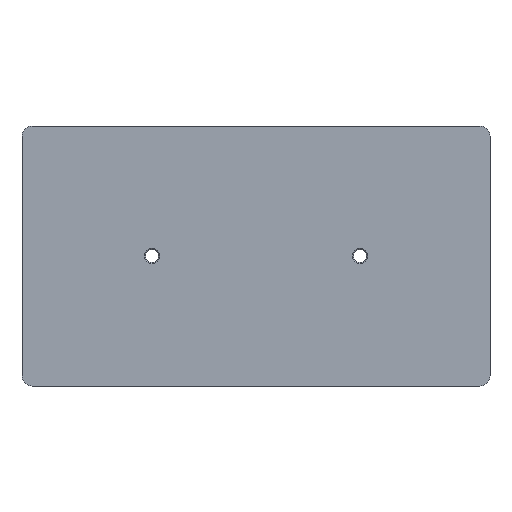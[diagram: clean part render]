
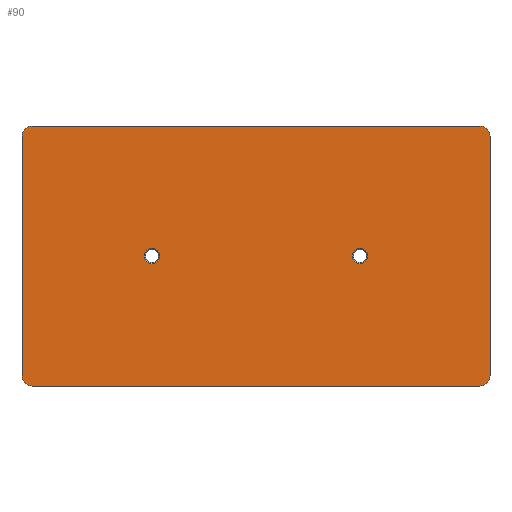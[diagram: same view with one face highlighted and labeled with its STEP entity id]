
A CAD part, front view. The second image highlights one B-rep face of the part: STEP entity #90.
In plain terms, the highlighted planar face has unit normal (0, -1, 0).
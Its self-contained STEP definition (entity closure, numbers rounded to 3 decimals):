
#52=FACE_BOUND('',#120,.T.);
#53=FACE_BOUND('',#121,.T.);
#54=FACE_BOUND('',#122,.T.);
#70=CIRCLE('',#299,1.5);
#71=CIRCLE('',#300,1.5);
#72=CIRCLE('',#301,2.);
#73=CIRCLE('',#302,2.);
#74=CIRCLE('',#303,2.);
#75=CIRCLE('',#304,2.);
#90=ADVANCED_FACE('',(#52,#53,#54),#106,.T.);
#106=PLANE('',#305);
#120=EDGE_LOOP('',(#158));
#121=EDGE_LOOP('',(#159));
#122=EDGE_LOOP('',(#160,#161,#162,#163,#164,#165,#166,#167));
#158=ORIENTED_EDGE('',*,*,#246,.T.);
#159=ORIENTED_EDGE('',*,*,#247,.T.);
#160=ORIENTED_EDGE('',*,*,#236,.T.);
#161=ORIENTED_EDGE('',*,*,#248,.T.);
#162=ORIENTED_EDGE('',*,*,#238,.T.);
#163=ORIENTED_EDGE('',*,*,#249,.T.);
#164=ORIENTED_EDGE('',*,*,#242,.T.);
#165=ORIENTED_EDGE('',*,*,#250,.T.);
#166=ORIENTED_EDGE('',*,*,#232,.T.);
#167=ORIENTED_EDGE('',*,*,#251,.T.);
#208=VERTEX_POINT('',#414);
#209=VERTEX_POINT('',#416);
#212=VERTEX_POINT('',#423);
#213=VERTEX_POINT('',#425);
#214=VERTEX_POINT('',#429);
#215=VERTEX_POINT('',#430);
#218=VERTEX_POINT('',#438);
#219=VERTEX_POINT('',#439);
#222=VERTEX_POINT('',#447);
#223=VERTEX_POINT('',#449);
#232=EDGE_CURVE('',#209,#208,#264,.T.);
#236=EDGE_CURVE('',#213,#212,#268,.T.);
#238=EDGE_CURVE('',#214,#215,#270,.T.);
#242=EDGE_CURVE('',#218,#219,#274,.T.);
#246=EDGE_CURVE('',#222,#222,#70,.T.);
#247=EDGE_CURVE('',#223,#223,#71,.T.);
#248=EDGE_CURVE('',#212,#214,#72,.T.);
#249=EDGE_CURVE('',#215,#218,#73,.T.);
#250=EDGE_CURVE('',#219,#209,#74,.T.);
#251=EDGE_CURVE('',#208,#213,#75,.T.);
#264=LINE('',#415,#280);
#268=LINE('',#424,#284);
#270=LINE('',#428,#286);
#274=LINE('',#437,#290);
#280=VECTOR('',#331,1.);
#284=VECTOR('',#337,1.);
#286=VECTOR('',#341,1.);
#290=VECTOR('',#347,1.);
#299=AXIS2_PLACEMENT_3D('',#446,#353,#354);
#300=AXIS2_PLACEMENT_3D('',#448,#355,#356);
#301=AXIS2_PLACEMENT_3D('',#450,#357,#358);
#302=AXIS2_PLACEMENT_3D('',#451,#359,#360);
#303=AXIS2_PLACEMENT_3D('',#452,#361,#362);
#304=AXIS2_PLACEMENT_3D('',#453,#363,#364);
#305=AXIS2_PLACEMENT_3D('',#454,#365,#366);
#331=DIRECTION('',(0.,0.,-1.));
#337=DIRECTION('',(1.,0.,0.));
#341=DIRECTION('',(0.,0.,1.));
#347=DIRECTION('',(-1.,0.,0.));
#353=DIRECTION('',(0.,1.,0.));
#354=DIRECTION('',(0.,0.,-1.));
#355=DIRECTION('',(0.,1.,0.));
#356=DIRECTION('',(0.,0.,-1.));
#357=DIRECTION('',(0.,-1.,0.));
#358=DIRECTION('',(0.,0.,-1.));
#359=DIRECTION('',(0.,-1.,0.));
#360=DIRECTION('',(0.,0.,-1.));
#361=DIRECTION('',(0.,-1.,0.));
#362=DIRECTION('',(0.,0.,-1.));
#363=DIRECTION('',(0.,-1.,0.));
#364=DIRECTION('',(0.,0.,-1.));
#365=DIRECTION('',(0.,-1.,0.));
#366=DIRECTION('',(0.,0.,-1.));
#414=CARTESIAN_POINT('',(-45.,-10.,-23.));
#415=CARTESIAN_POINT('',(-45.,-10.,25.));
#416=CARTESIAN_POINT('',(-45.,-10.,23.));
#423=CARTESIAN_POINT('',(43.,-10.,-25.));
#424=CARTESIAN_POINT('',(-45.,-10.,-25.));
#425=CARTESIAN_POINT('',(-43.,-10.,-25.));
#428=CARTESIAN_POINT('',(45.,-10.,-25.));
#429=CARTESIAN_POINT('',(45.,-10.,-23.));
#430=CARTESIAN_POINT('',(45.,-10.,23.));
#437=CARTESIAN_POINT('',(45.,-10.,25.));
#438=CARTESIAN_POINT('',(43.,-10.,25.));
#439=CARTESIAN_POINT('',(-43.,-10.,25.));
#446=CARTESIAN_POINT('',(20.,-10.,0.));
#447=CARTESIAN_POINT('',(20.,-10.,-1.5));
#448=CARTESIAN_POINT('',(-20.,-10.,0.));
#449=CARTESIAN_POINT('',(-20.,-10.,-1.5));
#450=CARTESIAN_POINT('',(43.,-10.,-23.));
#451=CARTESIAN_POINT('',(43.,-10.,23.));
#452=CARTESIAN_POINT('',(-43.,-10.,23.));
#453=CARTESIAN_POINT('',(-43.,-10.,-23.));
#454=CARTESIAN_POINT('',(0.,-10.,0.));
